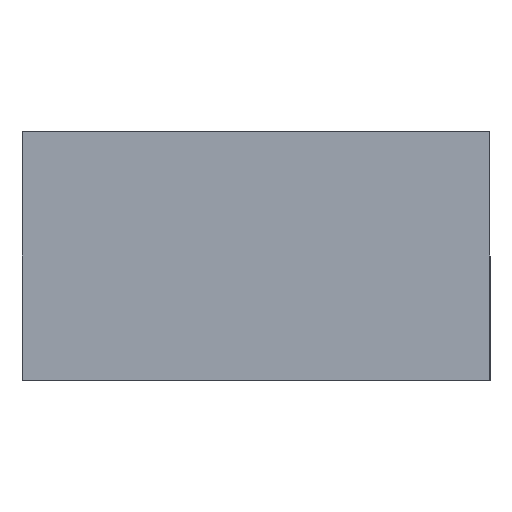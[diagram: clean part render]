
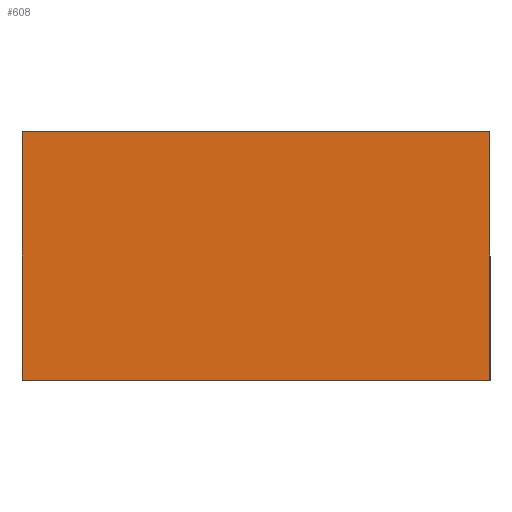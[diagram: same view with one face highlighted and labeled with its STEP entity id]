
A CAD part, left-side view. The second image highlights one B-rep face of the part: STEP entity #608.
In plain terms, the highlighted planar face has unit normal (-1, 0, 0).
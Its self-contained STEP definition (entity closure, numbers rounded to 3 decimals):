
#46=FACE_OUTER_BOUND('',#80,.T.);
#80=EDGE_LOOP('',(#531,#532,#533,#534));
#158=LINE('',#953,#240);
#162=LINE('',#960,#244);
#163=LINE('',#962,#245);
#164=LINE('',#963,#246);
#240=VECTOR('',#784,10.);
#244=VECTOR('',#790,10.);
#245=VECTOR('',#793,10.);
#246=VECTOR('',#794,10.);
#293=VERTEX_POINT('',#950);
#294=VERTEX_POINT('',#952);
#295=VERTEX_POINT('',#956);
#296=VERTEX_POINT('',#958);
#372=EDGE_CURVE('',#293,#294,#158,.T.);
#376=EDGE_CURVE('',#295,#296,#162,.T.);
#377=EDGE_CURVE('',#293,#295,#163,.T.);
#378=EDGE_CURVE('',#294,#296,#164,.T.);
#531=ORIENTED_EDGE('',*,*,#377,.T.);
#532=ORIENTED_EDGE('',*,*,#376,.T.);
#533=ORIENTED_EDGE('',*,*,#378,.F.);
#534=ORIENTED_EDGE('',*,*,#372,.F.);
#574=PLANE('',#644);
#608=ADVANCED_FACE('',(#46),#574,.T.);
#644=AXIS2_PLACEMENT_3D('',#961,#791,#792);
#784=DIRECTION('',(0.,1.,0.));
#790=DIRECTION('',(0.,1.,0.));
#791=DIRECTION('center_axis',(-1.,0.,0.));
#792=DIRECTION('ref_axis',(0.,0.,1.));
#793=DIRECTION('',(0.,0.,1.));
#794=DIRECTION('',(0.,0.,1.));
#950=CARTESIAN_POINT('',(-24.,0.,0.));
#952=CARTESIAN_POINT('',(-24.,28.2,0.));
#953=CARTESIAN_POINT('',(-24.,0.,0.));
#956=CARTESIAN_POINT('',(-24.,0.,15.));
#958=CARTESIAN_POINT('',(-24.,28.2,15.));
#960=CARTESIAN_POINT('',(-24.,0.,15.));
#961=CARTESIAN_POINT('Origin',(-24.,0.,0.));
#962=CARTESIAN_POINT('',(-24.,0.,0.));
#963=CARTESIAN_POINT('',(-24.,28.2,0.));
